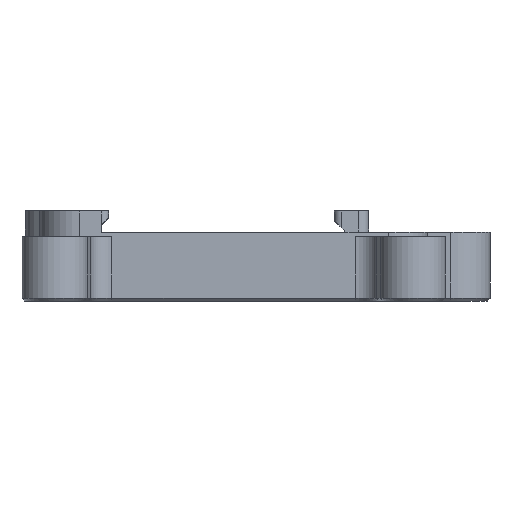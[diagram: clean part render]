
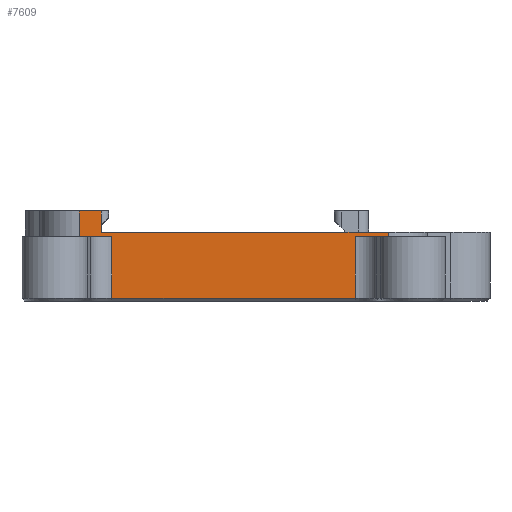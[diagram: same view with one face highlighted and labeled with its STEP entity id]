
A CAD part, front view. The second image highlights one B-rep face of the part: STEP entity #7609.
In plain terms, the highlighted planar face has unit normal (0, -1, 0).
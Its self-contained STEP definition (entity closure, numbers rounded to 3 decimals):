
#603=FACE_OUTER_BOUND('',#1053,.T.);
#1053=EDGE_LOOP('',(#5251,#5252,#5253,#5254,#5255,#5256,#5257,#5258,#5259,
#5260,#5261));
#1534=LINE('',#11323,#2376);
#1537=LINE('',#11333,#2379);
#1541=LINE('',#11345,#2383);
#1570=LINE('',#11408,#2412);
#1587=LINE('',#11448,#2429);
#1593=LINE('',#11466,#2435);
#1594=LINE('',#11468,#2436);
#1595=LINE('',#11470,#2437);
#1596=LINE('',#11472,#2438);
#1597=LINE('',#11474,#2439);
#1598=LINE('',#11475,#2440);
#2376=VECTOR('',#8962,10.);
#2379=VECTOR('',#8971,10.);
#2383=VECTOR('',#8983,10.);
#2412=VECTOR('',#9050,10.);
#2429=VECTOR('',#9085,10.);
#2435=VECTOR('',#9103,10.);
#2436=VECTOR('',#9104,10.);
#2437=VECTOR('',#9105,10.);
#2438=VECTOR('',#9106,10.);
#2439=VECTOR('',#9107,10.);
#2440=VECTOR('',#9108,10.);
#3203=VERTEX_POINT('',#11257);
#3224=VERTEX_POINT('',#11321);
#3226=VERTEX_POINT('',#11329);
#3228=VERTEX_POINT('',#11332);
#3247=VERTEX_POINT('',#11406);
#3261=VERTEX_POINT('',#11446);
#3267=VERTEX_POINT('',#11465);
#3268=VERTEX_POINT('',#11467);
#3269=VERTEX_POINT('',#11469);
#3270=VERTEX_POINT('',#11471);
#3271=VERTEX_POINT('',#11473);
#3952=EDGE_CURVE('',#3203,#3224,#1534,.T.);
#3956=EDGE_CURVE('',#3228,#3226,#1537,.T.);
#3963=EDGE_CURVE('',#3228,#3224,#1541,.T.);
#3997=EDGE_CURVE('',#3226,#3247,#1570,.T.);
#4017=EDGE_CURVE('',#3247,#3261,#1587,.F.);
#4026=EDGE_CURVE('',#3261,#3267,#1593,.F.);
#4027=EDGE_CURVE('',#3267,#3268,#1594,.F.);
#4028=EDGE_CURVE('',#3268,#3269,#1595,.T.);
#4029=EDGE_CURVE('',#3270,#3269,#1596,.F.);
#4030=EDGE_CURVE('',#3270,#3271,#1597,.T.);
#4031=EDGE_CURVE('',#3271,#3203,#1598,.T.);
#5251=ORIENTED_EDGE('',*,*,#3997,.T.);
#5252=ORIENTED_EDGE('',*,*,#4017,.T.);
#5253=ORIENTED_EDGE('',*,*,#4026,.T.);
#5254=ORIENTED_EDGE('',*,*,#4027,.T.);
#5255=ORIENTED_EDGE('',*,*,#4028,.T.);
#5256=ORIENTED_EDGE('',*,*,#4029,.F.);
#5257=ORIENTED_EDGE('',*,*,#4030,.T.);
#5258=ORIENTED_EDGE('',*,*,#4031,.T.);
#5259=ORIENTED_EDGE('',*,*,#3952,.T.);
#5260=ORIENTED_EDGE('',*,*,#3963,.F.);
#5261=ORIENTED_EDGE('',*,*,#3956,.T.);
#7317=PLANE('',#8149);
#7609=ADVANCED_FACE('',(#603),#7317,.F.);
#8149=AXIS2_PLACEMENT_3D('',#11464,#9101,#9102);
#8962=DIRECTION('',(0.,0.,1.));
#8971=DIRECTION('',(0.,0.,1.));
#8983=DIRECTION('',(-1.,0.,0.));
#9050=DIRECTION('',(-1.,0.,0.));
#9085=DIRECTION('',(0.,0.,-1.));
#9101=DIRECTION('center_axis',(0.,1.,0.));
#9102=DIRECTION('ref_axis',(1.,0.,0.));
#9103=DIRECTION('',(0.,0.,-1.));
#9104=DIRECTION('',(1.,0.,0.));
#9105=DIRECTION('',(0.,0.,-1.));
#9106=DIRECTION('',(1.,0.,0.));
#9107=DIRECTION('',(0.,0.,-1.));
#9108=DIRECTION('',(1.,0.,0.));
#11257=CARTESIAN_POINT('',(17.027,-160.915,5.107));
#11321=CARTESIAN_POINT('',(17.027,-160.915,13.707));
#11323=CARTESIAN_POINT('',(17.027,-160.915,7.007));
#11329=CARTESIAN_POINT('',(21.6,-160.915,14.307));
#11332=CARTESIAN_POINT('',(21.6,-160.915,13.707));
#11333=CARTESIAN_POINT('',(21.6,-160.915,14.307));
#11345=CARTESIAN_POINT('',(19.464,-160.915,13.707));
#11406=CARTESIAN_POINT('',(-18.5,-160.915,14.307));
#11408=CARTESIAN_POINT('',(14.432,-160.915,14.307));
#11446=CARTESIAN_POINT('',(-18.5,-160.915,15.307));
#11448=CARTESIAN_POINT('',(-18.5,-160.915,15.807));
#11464=CARTESIAN_POINT('Origin',(-27.5,-160.915,14.307));
#11465=CARTESIAN_POINT('',(-18.5,-160.915,17.307));
#11466=CARTESIAN_POINT('',(-18.5,-160.915,15.807));
#11467=CARTESIAN_POINT('',(-21.6,-160.915,17.307));
#11468=CARTESIAN_POINT('',(-13.75,-160.915,17.307));
#11469=CARTESIAN_POINT('',(-21.6,-160.915,13.707));
#11470=CARTESIAN_POINT('',(-21.6,-160.915,14.307));
#11471=CARTESIAN_POINT('',(-17.027,-160.915,13.707));
#11472=CARTESIAN_POINT('',(-13.75,-160.915,13.707));
#11473=CARTESIAN_POINT('',(-17.027,-160.915,5.107));
#11474=CARTESIAN_POINT('',(-17.027,-160.915,7.007));
#11475=CARTESIAN_POINT('',(-14.,-160.915,5.107));
